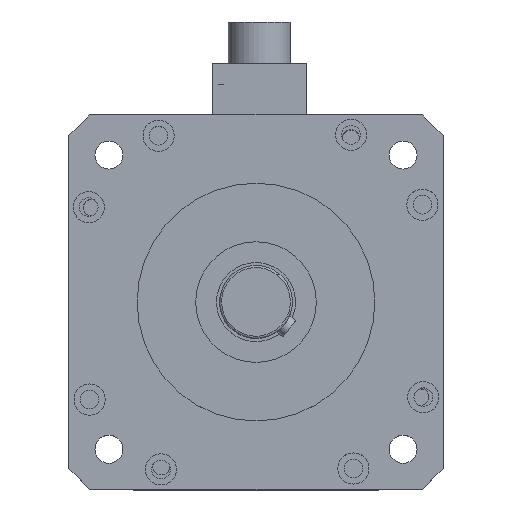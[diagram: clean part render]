
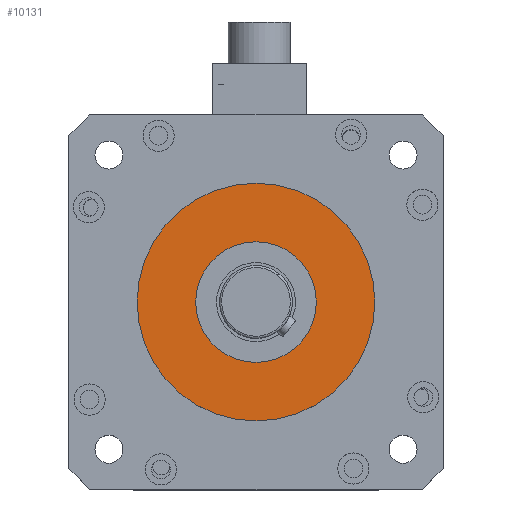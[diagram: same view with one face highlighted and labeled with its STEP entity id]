
A CAD part, top view. The second image highlights one B-rep face of the part: STEP entity #10131.
In plain terms, the highlighted planar face has unit normal (0, 0, 1).
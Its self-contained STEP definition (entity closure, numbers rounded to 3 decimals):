
#231 = CIRCLE ( 'NONE', #11516, 57.15 ) ;
#855 = CIRCLE ( 'NONE', #12924, 29. ) ;
#1194 = CIRCLE ( 'NONE', #4690, 57.15 ) ;
#1409 = VERTEX_POINT ( 'NONE', #7775 ) ;
#1531 = EDGE_LOOP ( 'NONE', ( #8202, #11179 ) ) ;
#1749 = EDGE_CURVE ( 'NONE', #9960, #1409, #7262, .T. ) ;
#1813 = DIRECTION ( 'NONE',  ( 1., 0., 0. ) ) ;
#2480 = DIRECTION ( 'NONE',  ( 0., 0., 1. ) ) ;
#2643 = ORIENTED_EDGE ( 'NONE', *, *, #11327, .F. ) ;
#3297 = VERTEX_POINT ( 'NONE', #5749 ) ;
#3396 = DIRECTION ( 'NONE',  ( 0., 0., 1. ) ) ;
#3571 = DIRECTION ( 'NONE',  ( 0., 0., 1. ) ) ;
#4564 = CARTESIAN_POINT ( 'NONE',  ( 61., 90., 3.2 ) ) ;
#4677 = DIRECTION ( 'NONE',  ( 1., 0., 0. ) ) ;
#4690 = AXIS2_PLACEMENT_3D ( 'NONE', #9506, #3396, #10512 ) ;
#4759 = DIRECTION ( 'NONE',  ( 0., 0., 1. ) ) ;
#5069 = AXIS2_PLACEMENT_3D ( 'NONE', #11110, #4759, #1813 ) ;
#5749 = CARTESIAN_POINT ( 'NONE',  ( 32.85, 90., 3.2 ) ) ;
#6463 = FACE_OUTER_BOUND ( 'NONE', #1531, .T. ) ;
#7262 = CIRCLE ( 'NONE', #5069, 29. ) ;
#7775 = CARTESIAN_POINT ( 'NONE',  ( 119., 90., 3.2 ) ) ;
#8053 = VERTEX_POINT ( 'NONE', #10697 ) ;
#8202 = ORIENTED_EDGE ( 'NONE', *, *, #9874, .T. ) ;
#8581 = CARTESIAN_POINT ( 'NONE',  ( 90., 90., 3.2 ) ) ;
#9159 = FACE_BOUND ( 'NONE', #9609, .T. ) ;
#9506 = CARTESIAN_POINT ( 'NONE',  ( 90., 90., 3.2 ) ) ;
#9586 = DIRECTION ( 'NONE',  ( 1., 0., 0. ) ) ;
#9609 = EDGE_LOOP ( 'NONE', ( #2643, #10009 ) ) ;
#9675 = CARTESIAN_POINT ( 'NONE',  ( 90., 90., 3.2 ) ) ;
#9874 = EDGE_CURVE ( 'NONE', #3297, #8053, #1194, .T. ) ;
#9960 = VERTEX_POINT ( 'NONE', #4564 ) ;
#9995 = EDGE_CURVE ( 'NONE', #8053, #3297, #231, .T. ) ;
#10009 = ORIENTED_EDGE ( 'NONE', *, *, #1749, .F. ) ;
#10131 = ADVANCED_FACE ( 'NONE', ( #9159, #6463 ), #10715, .T. ) ;
#10512 = DIRECTION ( 'NONE',  ( 1., 0., 0. ) ) ;
#10559 = AXIS2_PLACEMENT_3D ( 'NONE', #12789, #10770, #4677 ) ;
#10684 = DIRECTION ( 'NONE',  ( 1., 0., 0. ) ) ;
#10697 = CARTESIAN_POINT ( 'NONE',  ( 147.15, 90., 3.2 ) ) ;
#10715 = PLANE ( 'NONE',  #10559 ) ;
#10770 = DIRECTION ( 'NONE',  ( 0., 0., 1. ) ) ;
#11110 = CARTESIAN_POINT ( 'NONE',  ( 90., 90., 3.2 ) ) ;
#11179 = ORIENTED_EDGE ( 'NONE', *, *, #9995, .T. ) ;
#11327 = EDGE_CURVE ( 'NONE', #1409, #9960, #855, .T. ) ;
#11516 = AXIS2_PLACEMENT_3D ( 'NONE', #9675, #3571, #10684 ) ;
#12789 = CARTESIAN_POINT ( 'NONE',  ( 90., 90., 3.2 ) ) ;
#12924 = AXIS2_PLACEMENT_3D ( 'NONE', #8581, #2480, #9586 ) ;
